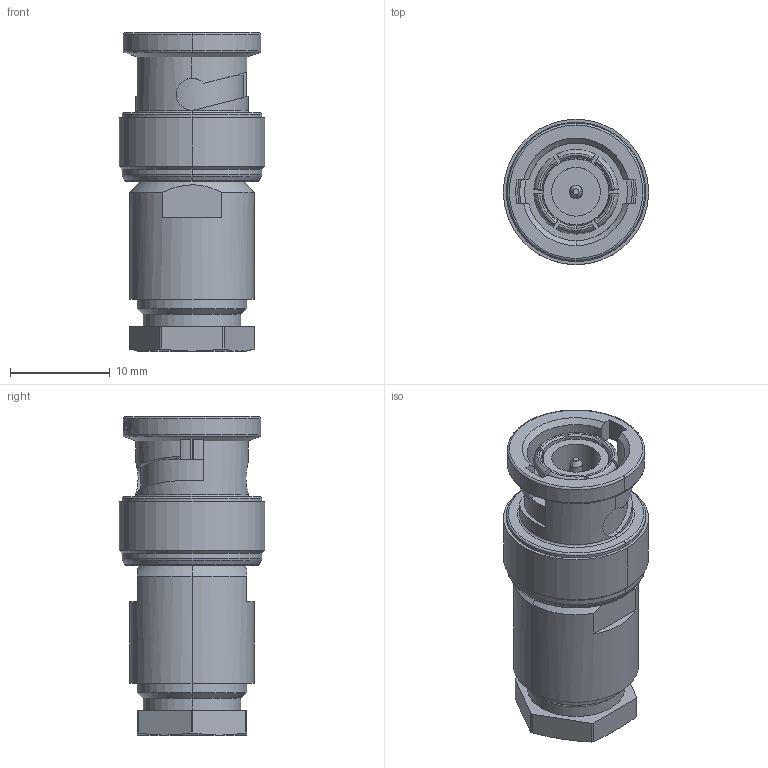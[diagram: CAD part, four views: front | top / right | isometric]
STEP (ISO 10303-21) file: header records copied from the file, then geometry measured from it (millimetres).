
FILE_DESCRIPTION (( 'STEP AP214' ), '1' );
FILE_NAME ('J01000A0606.STEP', '2016-11-15T07:30:09', ( '' ), ( '' ), 'SwSTEP 2.0', 'SolidWorks 2015', '' );
FILE_SCHEMA (( 'AUTOMOTIVE_DESIGN' ));
Length unit declared in the file: millimetre
Products named in the file (1): J01000A0606
Bounding box: 14.6 x 14.6 x 31.95 mm (x, y, z)
Volume: 3604.1 mm3; surface area: 2256 mm2
Topology: 1 solids, 1 shells, 319 faces, 817 edges, 529 vertices
Faces by surface type: plane 111, bspline 78, cylinder 75, cone 35, torus 20
Entity records: 16090 total; most frequent: CARTESIAN_POINT 5434, ORIENTED_EDGE 1634, DIRECTION 1270, EDGE_CURVE 817, VERTEX_POINT 529, AXIS2_PLACEMENT_3D 458, VECTOR 354, LINE 354
